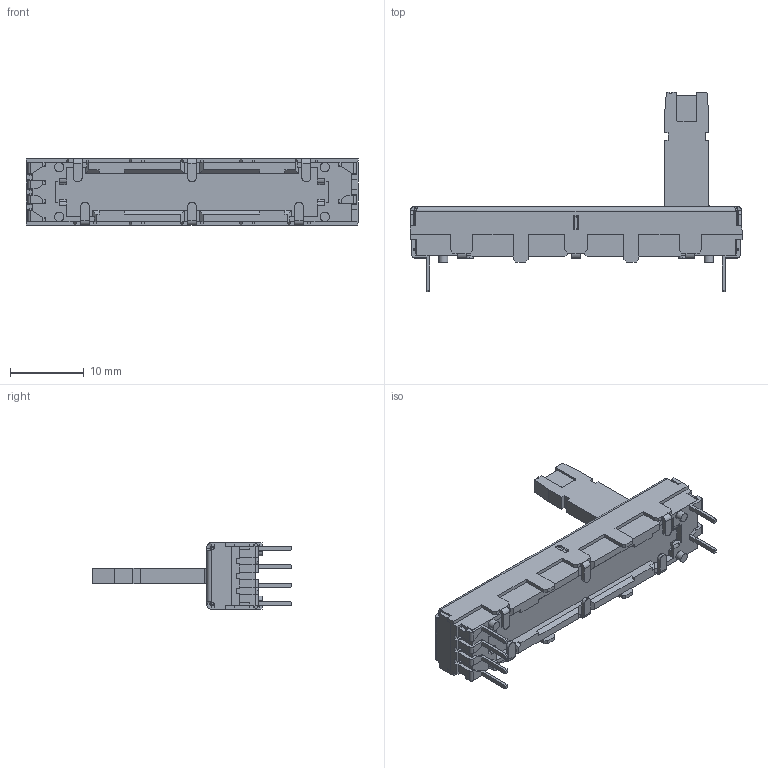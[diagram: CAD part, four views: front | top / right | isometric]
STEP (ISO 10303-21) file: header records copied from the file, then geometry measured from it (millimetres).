
FILE_DESCRIPTION (( 'STEP AP214' ), '1' );
FILE_NAME ('PTL30-15A1-102B1.STEP', '2022-02-22T04:52:03', ( '' ), ( '' ), 'SwSTEP 2.0', 'SolidWorks 2017', '' );
FILE_SCHEMA (( 'AUTOMOTIVE_DESIGN' ));
Length unit declared in the file: millimetre
Products named in the file (1): PTL30-15A1-102B1
Bounding box: 45 x 27 x 9 mm (x, y, z)
Volume: 2503.7 mm3; surface area: 3550.2 mm2
Topology: 10 solids, 10 shells, 662 faces, 1767 edges, 1121 vertices
Faces by surface type: plane 450, cylinder 176, sphere 12, torus 10, bspline 8, cone 6
Entity records: 22810 total; most frequent: CARTESIAN_POINT 6465, ORIENTED_EDGE 3510, DIRECTION 3219, EDGE_CURVE 1755, LINE 1301, VECTOR 1301, VERTEX_POINT 1121, AXIS2_PLACEMENT_3D 959
